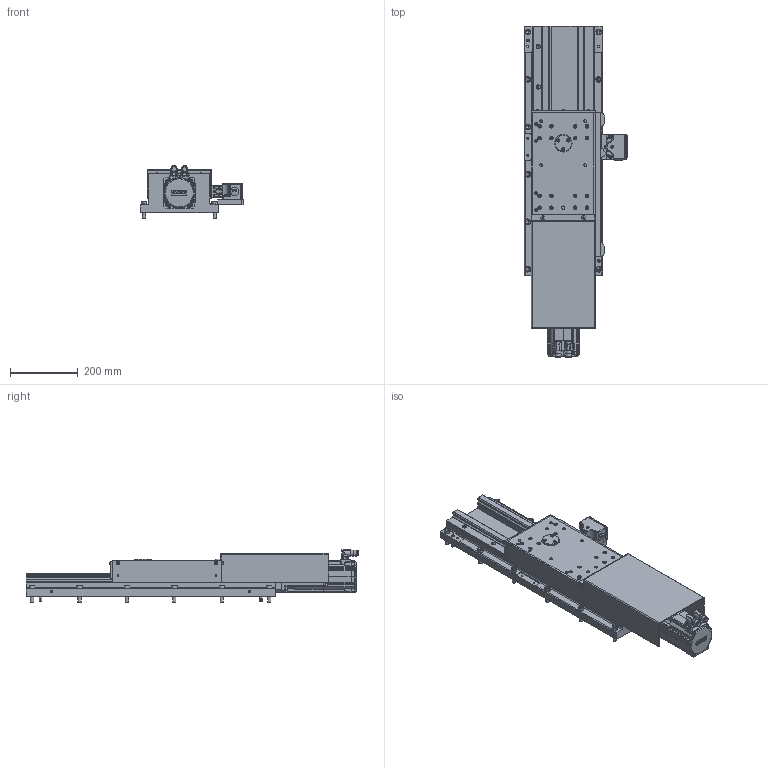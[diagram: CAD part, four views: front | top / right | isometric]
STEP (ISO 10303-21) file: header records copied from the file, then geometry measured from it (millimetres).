
FILE_DESCRIPTION(/* description */ ('Unknown'),/* implementation_level */ '2;1');
FILE_NAME(/* name */ 'CA.30',/* time_stamp */ '2024-11-20T10:54:21+01:00',/* author */ ('Unknown'),/* organization */ ('Unknown'),/* preprocessor_version */ 'ST-DEVELOPER v19.4',/* originating_system */ 'Solid Edge',/* authorisation */ 'Unknown');
FILE_SCHEMA (('AUTOMOTIVE_DESIGN {1 0 10303 214 3 1 1}'));
Products named in the file (1): CA.30
Bounding box: 305 x 979.45 x 155.01 mm (x, y, z)
Surface area: 1178651 mm2 (no closed solid volume)
Topology: 0 solids, 231 shells, 1824 faces, 6068 edges, 4414 vertices
Faces by surface type: plane 1021, cylinder 498, cone 143, torus 104, bspline 30, sphere 28
Full cylindrical faces by diameter (mm): 3.3 x5, 4 x2, 4.134 x6, 4.25 x17, 4.917 x8, 6 x1, 6.647 x6, 7 x8, 7.5 x4, 8 x9, 8.376 x4, 8.5 x5, 9.7 x3, 10 x59, 10.4 x36, 10.5 x2, 11 x2, 15.5 x2, 16 x12, 16.8 x2, 17 x2, 17.2 x2, 18.5 x1, 24 x1, 50 x1, 88.6 x1
Entity records: 70042 total; most frequent: CARTESIAN_POINT 15723, DIRECTION 10232, ORIENTED_EDGE 8635, EDGE_CURVE 5514, VERTEX_POINT 4354, AXIS2_PLACEMENT_3D 3604, LINE 3024, VECTOR 3024
